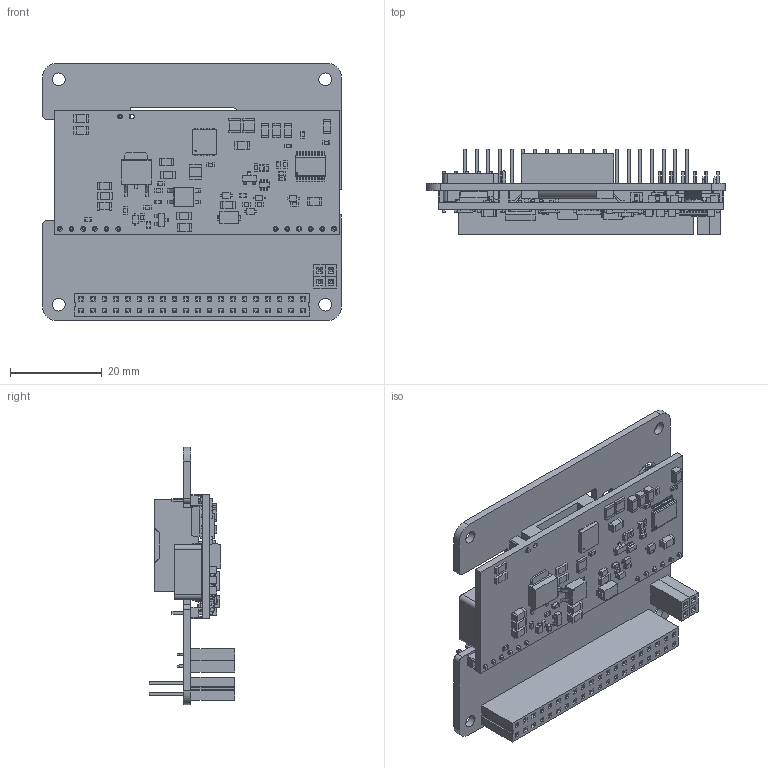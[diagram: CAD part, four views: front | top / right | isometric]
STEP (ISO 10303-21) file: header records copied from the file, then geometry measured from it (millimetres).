
FILE_DESCRIPTION((''),'2;1');
FILE_NAME('PWB-POEHAT_ASM','2020-12-09T',('lina'),(''),'PRO/ENGINEER BY PARAMETRIC TECHNOLOGY CORPORATION, 2010280','PRO/ENGINEER BY PARAMETRIC TECHNOLOGY CORPORATION, 2010280','');
FILE_SCHEMA(('AUTOMOTIVE_DESIGN { 1 2 10303 214 0 1 1 1 }'));
Products named in the file (5): PWB-POEHAT; ST-0485; 1405_SINGLE_SOCKET_8_5; MQ7802T-B; PWB-POEHAT_ASM
Assembly tree (7 placements, depth 2):
  PWB-POEHAT_ASM
    PWB-POEHAT
    ST-0485
    1405_SINGLE_SOCKET_8_5  x4
    MQ7802T-B
Bounding box: 65 x 18.5 x 56 mm (x, y, z)
Volume: 14585.9 mm3; surface area: 16923.6 mm2
Topology: 7 solids, 20 shells, 3038 faces, 8352 edges, 5644 vertices
Faces by surface type: plane 2787, cylinder 243, torus 4, sphere 2, bspline 2
Entity records: 106334 total; most frequent: CARTESIAN_POINT 23746, ORIENTED_EDGE 15936, DIRECTION 14712, EDGE_CURVE 7976, VECTOR 7414, LINE 7414, VERTEX_POINT 5284, AXIS2_PLACEMENT_3D 3649
